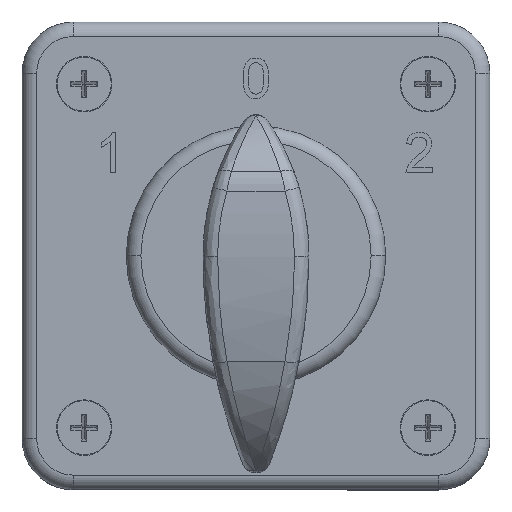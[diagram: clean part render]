
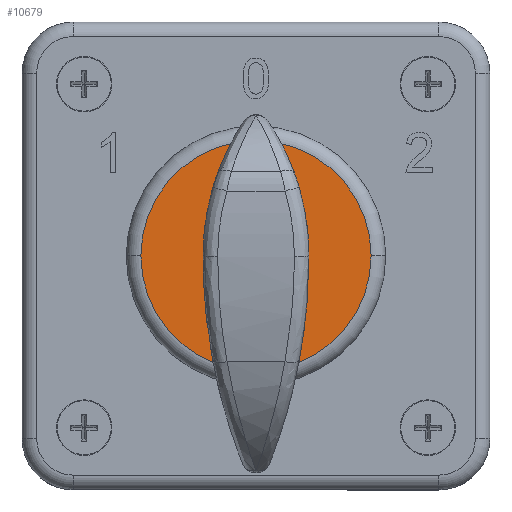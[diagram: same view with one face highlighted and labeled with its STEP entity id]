
A CAD part, top view. The second image highlights one B-rep face of the part: STEP entity #10679.
In plain terms, the highlighted planar face has unit normal (0, 0, 1).
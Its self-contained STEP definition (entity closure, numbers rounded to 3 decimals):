
#228 = EDGE_CURVE ( 'NONE', #4975, #5840, #8504, .T. ) ;
#385 = ORIENTED_EDGE ( 'NONE', *, *, #228, .T. ) ;
#1103 = EDGE_CURVE ( 'NONE', #5840, #4975, #9710, .T. ) ;
#1183 = DIRECTION ( 'NONE',  ( 0., 0., 1. ) ) ;
#2448 = PLANE ( 'NONE',  #3628 ) ;
#3437 = EDGE_LOOP ( 'NONE', ( #385, #10164 ) ) ;
#3516 = CARTESIAN_POINT ( 'NONE',  ( -15.75, 0., 17.2 ) ) ;
#3608 = CARTESIAN_POINT ( 'NONE',  ( 0., 0., 17.2 ) ) ;
#3628 = AXIS2_PLACEMENT_3D ( 'NONE', #3608, #13450, #6874 ) ;
#3728 = FACE_OUTER_BOUND ( 'NONE', #3437, .T. ) ;
#4975 = VERTEX_POINT ( 'NONE', #5208 ) ;
#5163 = DIRECTION ( 'NONE',  ( 0., 0., 1. ) ) ;
#5208 = CARTESIAN_POINT ( 'NONE',  ( 15.75, 0., 17.2 ) ) ;
#5840 = VERTEX_POINT ( 'NONE', #3516 ) ;
#6874 = DIRECTION ( 'NONE',  ( 1., 0., 0. ) ) ;
#7697 = CARTESIAN_POINT ( 'NONE',  ( 0., 0., 17.2 ) ) ;
#8012 = AXIS2_PLACEMENT_3D ( 'NONE', #7697, #1183, #8759 ) ;
#8504 = CIRCLE ( 'NONE', #8536, 15.75 ) ;
#8536 = AXIS2_PLACEMENT_3D ( 'NONE', #11658, #5163, #12752 ) ;
#8759 = DIRECTION ( 'NONE',  ( 1., 0., 0. ) ) ;
#9710 = CIRCLE ( 'NONE', #8012, 15.75 ) ;
#10164 = ORIENTED_EDGE ( 'NONE', *, *, #1103, .T. ) ;
#10679 = ADVANCED_FACE ( 'NONE', ( #3728 ), #2448, .T. ) ;
#11658 = CARTESIAN_POINT ( 'NONE',  ( 0., 0., 17.2 ) ) ;
#12752 = DIRECTION ( 'NONE',  ( 1., 0., 0. ) ) ;
#13450 = DIRECTION ( 'NONE',  ( 0., 0., 1. ) ) ;
